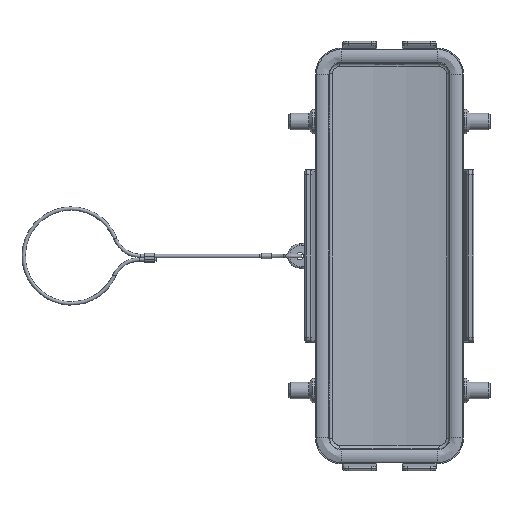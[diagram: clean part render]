
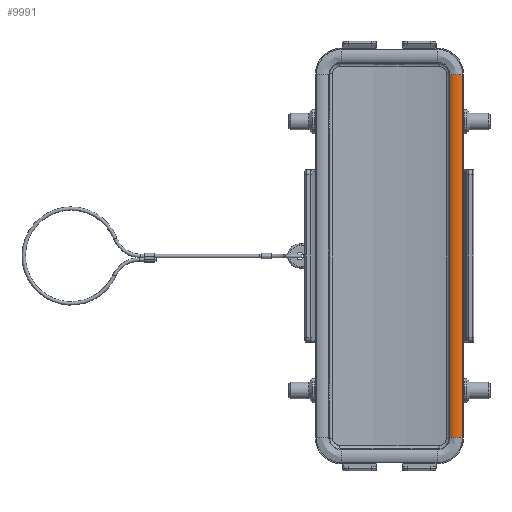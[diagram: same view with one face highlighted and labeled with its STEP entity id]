
A CAD part, front view. The second image highlights one B-rep face of the part: STEP entity #9991.
In plain terms, the highlighted cylindrical face has radius 3.477 mm (diameter 6.954 mm), a partial arc.
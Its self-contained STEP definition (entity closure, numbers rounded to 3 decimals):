
#176=CIRCLE('',#10639,3.477);
#177=CIRCLE('',#10640,3.477);
#941=FACE_OUTER_BOUND('',#1561,.T.);
#1561=EDGE_LOOP('',(#6613,#6614,#6615,#6616,#6617,#6618,#6619));
#2235=LINE('',#15825,#3003);
#2236=LINE('',#15831,#3004);
#2237=LINE('',#15833,#3005);
#3003=VECTOR('',#11933,1.);
#3004=VECTOR('',#11938,1.);
#3005=VECTOR('',#11939,10.);
#3856=ELLIPSE('',#10638,4.679,3.313);
#3857=ELLIPSE('',#10641,4.669,3.305);
#4052=VERTEX_POINT('',#15823);
#4053=VERTEX_POINT('',#15824);
#4054=VERTEX_POINT('',#15826);
#4055=VERTEX_POINT('',#15828);
#4056=VERTEX_POINT('',#15830);
#4057=VERTEX_POINT('',#15832);
#4058=VERTEX_POINT('',#15834);
#5033=EDGE_CURVE('',#4052,#4053,#2235,.T.);
#5034=EDGE_CURVE('',#4053,#4054,#3856,.T.);
#5035=EDGE_CURVE('',#4054,#4055,#176,.T.);
#5036=EDGE_CURVE('',#4056,#4055,#2236,.T.);
#5037=EDGE_CURVE('',#4056,#4057,#2237,.T.);
#5038=EDGE_CURVE('',#4058,#4057,#177,.T.);
#5039=EDGE_CURVE('',#4058,#4052,#3857,.T.);
#6613=ORIENTED_EDGE('',*,*,#5033,.T.);
#6614=ORIENTED_EDGE('',*,*,#5034,.T.);
#6615=ORIENTED_EDGE('',*,*,#5035,.T.);
#6616=ORIENTED_EDGE('',*,*,#5036,.F.);
#6617=ORIENTED_EDGE('',*,*,#5037,.T.);
#6618=ORIENTED_EDGE('',*,*,#5038,.F.);
#6619=ORIENTED_EDGE('',*,*,#5039,.T.);
#9726=CYLINDRICAL_SURFACE('',#10637,3.477);
#9991=ADVANCED_FACE('',(#941),#9726,.T.);
#10637=AXIS2_PLACEMENT_3D('',#15822,#11931,#11932);
#10638=AXIS2_PLACEMENT_3D('',#15827,#11934,#11935);
#10639=AXIS2_PLACEMENT_3D('',#15829,#11936,#11937);
#10640=AXIS2_PLACEMENT_3D('',#15835,#11940,#11941);
#10641=AXIS2_PLACEMENT_3D('',#15836,#11942,#11943);
#11931=DIRECTION('center_axis',(0.,0.,-1.));
#11932=DIRECTION('ref_axis',(1.,0.,0.));
#11933=DIRECTION('',(0.,0.,1.));
#11934=DIRECTION('center_axis',(0.486,-0.874,0.));
#11935=DIRECTION('ref_axis',(0.074,0.041,-0.996));
#11936=DIRECTION('center_axis',(0.,0.,-1.));
#11937=DIRECTION('ref_axis',(-1.,0.,0.));
#11938=DIRECTION('',(0.,0.,1.));
#11939=DIRECTION('',(-0.001,0.,-1.));
#11940=DIRECTION('center_axis',(0.,0.,
-1.));
#11941=DIRECTION('ref_axis',(-0.578,-0.816,0.));
#11942=DIRECTION('center_axis',(0.486,-0.874,0.));
#11943=DIRECTION('ref_axis',(-0.067,-0.037,-0.997));
#15822=CARTESIAN_POINT('Origin',(19.559,-2.123,9.393));
#15823=CARTESIAN_POINT('',(21.25,-5.161,-52.41));
#15824=CARTESIAN_POINT('',(21.25,-5.161,52.41));
#15825=CARTESIAN_POINT('',(21.25,-5.161,-35.26));
#15826=CARTESIAN_POINT('',(21.248,-5.162,52.563));
#15827=CARTESIAN_POINT('Origin',(18.344,-6.777,52.689));
#15828=CARTESIAN_POINT('',(17.55,-4.961,52.563));
#15829=CARTESIAN_POINT('Origin',(19.559,-2.123,52.563));
#15830=CARTESIAN_POINT('',(17.55,-4.961,-52.568));
#15831=CARTESIAN_POINT('',(17.55,-4.961,-35.418));
#15832=CARTESIAN_POINT('',(17.55,-4.961,-52.574));
#15833=CARTESIAN_POINT('',(17.55,-4.961,-52.568));
#15834=CARTESIAN_POINT('',(21.248,-5.162,-52.574));
#15835=CARTESIAN_POINT('Origin',(19.559,-2.123,-52.574));
#15836=CARTESIAN_POINT('Origin',(18.353,-6.772,-52.66));
